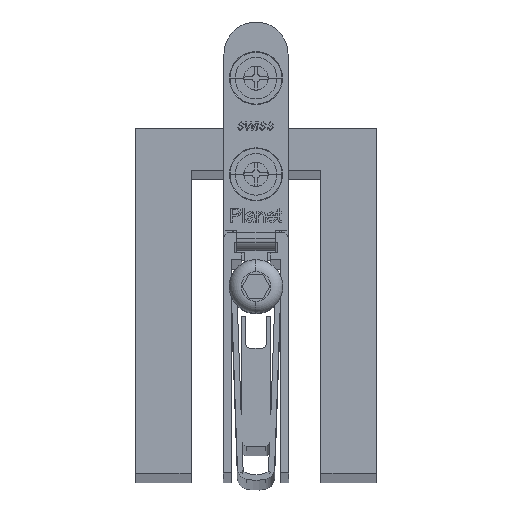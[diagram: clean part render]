
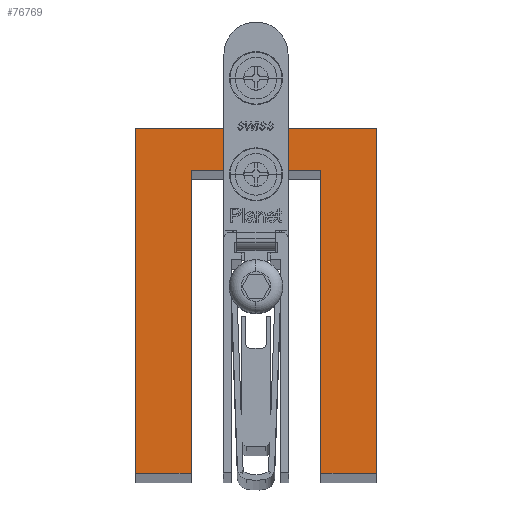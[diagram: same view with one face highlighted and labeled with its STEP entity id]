
A CAD part, top view. The second image highlights one B-rep face of the part: STEP entity #76769.
In plain terms, the highlighted planar face has unit normal (0, 0, 1).
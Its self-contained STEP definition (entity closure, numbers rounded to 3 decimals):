
#2091 = VECTOR ( 'NONE', #76781, 1000. ) ;
#2468 = DIRECTION ( 'NONE',  ( 1., 0., 0. ) ) ;
#7388 = DIRECTION ( 'NONE',  ( 1., 0., 0. ) ) ;
#7569 = CARTESIAN_POINT ( 'NONE',  ( -15., 43., 662. ) ) ;
#7934 = PLANE ( 'NONE',  #12757 ) ;
#9146 = LINE ( 'NONE', #87198, #99074 ) ;
#9668 = ORIENTED_EDGE ( 'NONE', *, *, #85379, .T. ) ;
#12145 = VERTEX_POINT ( 'NONE', #74785 ) ;
#12757 = AXIS2_PLACEMENT_3D ( 'NONE', #105539, #51847, #79000 ) ;
#16224 = EDGE_CURVE ( 'NONE', #30056, #52467, #45116, .T. ) ;
#18954 = VECTOR ( 'NONE', #44229, 1000. ) ;
#23051 = CARTESIAN_POINT ( 'NONE',  ( 15., 43., 662. ) ) ;
#23215 = VERTEX_POINT ( 'NONE', #23051 ) ;
#25761 = EDGE_LOOP ( 'NONE', ( #80354, #43492, #85361, #109891, #9668, #65472, #105248, #70861 ) ) ;
#30056 = VERTEX_POINT ( 'NONE', #100116 ) ;
#31223 = CARTESIAN_POINT ( 'NONE',  ( 8.1, 37.8, 662. ) ) ;
#36565 = LINE ( 'NONE', #55624, #42806 ) ;
#42806 = VECTOR ( 'NONE', #2468, 1000. ) ;
#43492 = ORIENTED_EDGE ( 'NONE', *, *, #93466, .T. ) ;
#43839 = DIRECTION ( 'NONE',  ( 0., 1., 0. ) ) ;
#44229 = DIRECTION ( 'NONE',  ( 1., 0., 0. ) ) ;
#45026 = VERTEX_POINT ( 'NONE', #80996 ) ;
#45116 = LINE ( 'NONE', #7569, #92205 ) ;
#47576 = VERTEX_POINT ( 'NONE', #31223 ) ;
#51847 = DIRECTION ( 'NONE',  ( 0., 0., 1. ) ) ;
#52331 = LINE ( 'NONE', #70232, #18954 ) ;
#52467 = VERTEX_POINT ( 'NONE', #58249 ) ;
#55624 = CARTESIAN_POINT ( 'NONE',  ( 8.1, 0., 662. ) ) ;
#58212 = DIRECTION ( 'NONE',  ( 0., -1., 0. ) ) ;
#58249 = CARTESIAN_POINT ( 'NONE',  ( -15., 0., 662. ) ) ;
#60841 = DIRECTION ( 'NONE',  ( -1., 0., 0. ) ) ;
#61951 = EDGE_CURVE ( 'NONE', #101225, #45026, #36565, .T. ) ;
#65472 = ORIENTED_EDGE ( 'NONE', *, *, #61951, .T. ) ;
#65941 = VECTOR ( 'NONE', #60841, 1000. ) ;
#68088 = CARTESIAN_POINT ( 'NONE',  ( -15., 0., 662. ) ) ;
#70232 = CARTESIAN_POINT ( 'NONE',  ( -8.1, 37.8, 662. ) ) ;
#70861 = ORIENTED_EDGE ( 'NONE', *, *, #73125, .T. ) ;
#71148 = EDGE_CURVE ( 'NONE', #112905, #12145, #9146, .T. ) ;
#73125 = EDGE_CURVE ( 'NONE', #23215, #30056, #96654, .T. ) ;
#74785 = CARTESIAN_POINT ( 'NONE',  ( -8.1, 37.8, 662. ) ) ;
#76769 = ADVANCED_FACE ( 'NONE', ( #106660 ), #7934, .T. ) ;
#76781 = DIRECTION ( 'NONE',  ( 0., 1., 0. ) ) ;
#77627 = CARTESIAN_POINT ( 'NONE',  ( -15., 43., 662. ) ) ;
#79000 = DIRECTION ( 'NONE',  ( 1., 0., 0. ) ) ;
#80350 = DIRECTION ( 'NONE',  ( 0., -1., 0. ) ) ;
#80354 = ORIENTED_EDGE ( 'NONE', *, *, #16224, .T. ) ;
#80996 = CARTESIAN_POINT ( 'NONE',  ( 15., 0., 662. ) ) ;
#83454 = VECTOR ( 'NONE', #58212, 1000. ) ;
#84227 = CARTESIAN_POINT ( 'NONE',  ( 8.1, 37.8, 662. ) ) ;
#84415 = EDGE_CURVE ( 'NONE', #45026, #23215, #102194, .T. ) ;
#85361 = ORIENTED_EDGE ( 'NONE', *, *, #71148, .T. ) ;
#85379 = EDGE_CURVE ( 'NONE', #47576, #101225, #103232, .T. ) ;
#87198 = CARTESIAN_POINT ( 'NONE',  ( -8.1, 37.8, 662. ) ) ;
#88363 = CARTESIAN_POINT ( 'NONE',  ( -8.1, 0., 662. ) ) ;
#92205 = VECTOR ( 'NONE', #80350, 1000. ) ;
#93466 = EDGE_CURVE ( 'NONE', #52467, #112905, #103878, .T. ) ;
#95227 = CARTESIAN_POINT ( 'NONE',  ( 15., 43., 662. ) ) ;
#96425 = VECTOR ( 'NONE', #7388, 1000. ) ;
#96654 = LINE ( 'NONE', #77627, #65941 ) ;
#97658 = CARTESIAN_POINT ( 'NONE',  ( 8.1, 0., 662. ) ) ;
#99074 = VECTOR ( 'NONE', #43839, 1000. ) ;
#100116 = CARTESIAN_POINT ( 'NONE',  ( -15., 43., 662. ) ) ;
#101225 = VERTEX_POINT ( 'NONE', #97658 ) ;
#102194 = LINE ( 'NONE', #95227, #2091 ) ;
#103232 = LINE ( 'NONE', #84227, #83454 ) ;
#103878 = LINE ( 'NONE', #68088, #96425 ) ;
#105248 = ORIENTED_EDGE ( 'NONE', *, *, #84415, .T. ) ;
#105539 = CARTESIAN_POINT ( 'NONE',  ( 0., 0., 662. ) ) ;
#106660 = FACE_OUTER_BOUND ( 'NONE', #25761, .T. ) ;
#107334 = EDGE_CURVE ( 'NONE', #12145, #47576, #52331, .T. ) ;
#109891 = ORIENTED_EDGE ( 'NONE', *, *, #107334, .T. ) ;
#112905 = VERTEX_POINT ( 'NONE', #88363 ) ;
